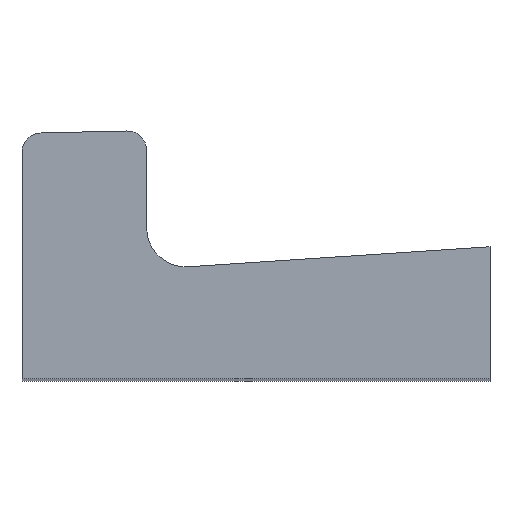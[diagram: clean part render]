
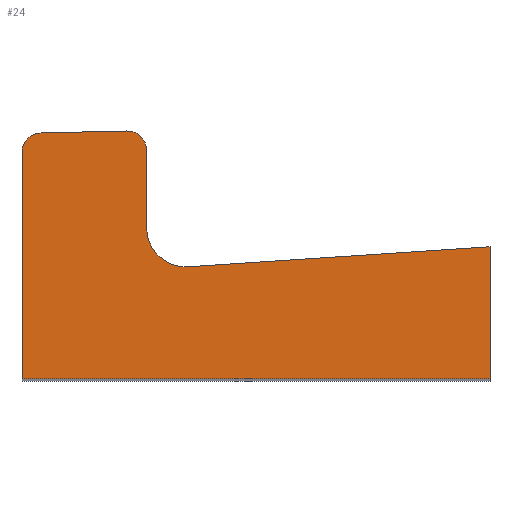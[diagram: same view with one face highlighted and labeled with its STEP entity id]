
A CAD part, top view. The second image highlights one B-rep face of the part: STEP entity #24.
In plain terms, the highlighted planar face has unit normal (0, 0, 1).
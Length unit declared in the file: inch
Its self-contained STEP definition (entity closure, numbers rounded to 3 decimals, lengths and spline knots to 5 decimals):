
#24=ADVANCED_FACE('',(#35),#189,.T.);
#35=FACE_OUTER_BOUND('',#46,.T.);
#46=EDGE_LOOP('',(#92,#93,#94,#95,#96,#97,#98,#99,#100));
#92=ORIENTED_EDGE('',*,*,#103,.T.);
#93=ORIENTED_EDGE('',*,*,#107,.T.);
#94=ORIENTED_EDGE('',*,*,#110,.T.);
#95=ORIENTED_EDGE('',*,*,#113,.T.);
#96=ORIENTED_EDGE('',*,*,#116,.T.);
#97=ORIENTED_EDGE('',*,*,#119,.T.);
#98=ORIENTED_EDGE('',*,*,#122,.T.);
#99=ORIENTED_EDGE('',*,*,#125,.T.);
#100=ORIENTED_EDGE('',*,*,#127,.T.);
#103=EDGE_CURVE('',#164,#163,#144,.T.);
#107=EDGE_CURVE('',#163,#166,#148,.T.);
#110=EDGE_CURVE('',#166,#168,#151,.T.);
#113=EDGE_CURVE('',#168,#170,#154,.T.);
#116=EDGE_CURVE('',#170,#172,#131,.T.);
#119=EDGE_CURVE('',#172,#174,#157,.T.);
#122=EDGE_CURVE('',#174,#176,#133,.T.);
#125=EDGE_CURVE('',#176,#178,#160,.T.);
#127=EDGE_CURVE('',#178,#164,#135,.T.);
#131=TRIMMED_CURVE($,#137,(#388),(#389),.T.,.CARTESIAN.);
#133=TRIMMED_CURVE($,#139,(#402),(#403),.T.,.CARTESIAN.);
#135=TRIMMED_CURVE($,#141,(#414),(#415),.T.,.CARTESIAN.);
#137=CIRCLE('',#293,0.04167);
#139=CIRCLE('',#295,0.02083);
#141=CIRCLE('',#297,0.02083);
#144=B_SPLINE_CURVE_WITH_KNOTS('',1,(#360,#361),.UNSPECIFIED.,.F.,.F.,(2,
2),(62.67323,74.25384),.UNSPECIFIED.);
#148=B_SPLINE_CURVE_WITH_KNOTS('',1,(#368,#369),.UNSPECIFIED.,.F.,.F.,(2,
2),(74.25384,98.22101),.UNSPECIFIED.);
#151=B_SPLINE_CURVE_WITH_KNOTS('',1,(#374,#375),.UNSPECIFIED.,.F.,.F.,(2,
2),(98.22101,104.96934),.UNSPECIFIED.);
#154=B_SPLINE_CURVE_WITH_KNOTS('',1,(#380,#381),.UNSPECIFIED.,.F.,.F.,(2,
2),(104.96934,120.45302),.UNSPECIFIED.);
#157=B_SPLINE_CURVE_WITH_KNOTS('',1,(#394,#395),.UNSPECIFIED.,.F.,.F.,(2,
2),(123.72682,127.57087),.UNSPECIFIED.);
#160=B_SPLINE_CURVE_WITH_KNOTS('',1,(#408,#409),.UNSPECIFIED.,.F.,.F.,(2,
2),(129.16398,133.54917),.UNSPECIFIED.);
#163=VERTEX_POINT('',#340);
#164=VERTEX_POINT('',#341);
#166=VERTEX_POINT('',#343);
#168=VERTEX_POINT('',#345);
#170=VERTEX_POINT('',#347);
#172=VERTEX_POINT('',#349);
#174=VERTEX_POINT('',#351);
#176=VERTEX_POINT('',#353);
#178=VERTEX_POINT('',#355);
#189=PLANE('',#291);
#291=AXIS2_PLACEMENT_3D('',#337,#311,$);
#293=AXIS2_PLACEMENT_3D($,#387,#314,#315);
#295=AXIS2_PLACEMENT_3D($,#401,#318,#319);
#297=AXIS2_PLACEMENT_3D($,#413,#322,#323);
#311=DIRECTION('',(0.,0.,1.));
#314=DIRECTION('',(0.,0.,-1.));
#315=DIRECTION('',(0.066,-0.998,0.));
#318=DIRECTION('',(0.,0.,1.));
#319=DIRECTION('',(1.,0.,0.));
#322=DIRECTION('',(0.,0.,1.));
#323=DIRECTION('',(-0.022,1.,0.));
#337=CARTESIAN_POINT('',(-0.06241,-0.03302,1.5));
#340=CARTESIAN_POINT('',(0.,0.,1.5));
#341=CARTESIAN_POINT('',(0.,0.24126,1.5));
#343=CARTESIAN_POINT('',(0.49932,0.,1.5));
#345=CARTESIAN_POINT('',(0.49932,0.14059,1.5));
#347=CARTESIAN_POINT('',(0.17744,0.11928,1.5));
#349=CARTESIAN_POINT('',(0.13302,0.16086,1.5));
#351=CARTESIAN_POINT('',(0.13302,0.2433,1.5));
#353=CARTESIAN_POINT('',(0.11173,0.26413,1.5));
#355=CARTESIAN_POINT('',(0.02037,0.26209,1.5));
#360=CARTESIAN_POINT('',(0.,0.24126,1.5));
#361=CARTESIAN_POINT('',(0.,0.,1.5));
#368=CARTESIAN_POINT('',(0.,0.,1.5));
#369=CARTESIAN_POINT('',(0.49932,0.,1.5));
#374=CARTESIAN_POINT('',(0.49932,0.,1.5));
#375=CARTESIAN_POINT('',(0.49932,0.14059,1.5));
#380=CARTESIAN_POINT('',(0.49932,0.14059,1.5));
#381=CARTESIAN_POINT('',(0.17744,0.11928,1.5));
#387=CARTESIAN_POINT('',(0.17469,0.16086,1.5));
#388=CARTESIAN_POINT('',(0.17744,0.11928,1.5));
#389=CARTESIAN_POINT('',(0.13302,0.16086,1.5));
#394=CARTESIAN_POINT('',(0.13302,0.16086,1.5));
#395=CARTESIAN_POINT('',(0.13302,0.2433,1.5));
#401=CARTESIAN_POINT('',(0.11219,0.2433,1.5));
#402=CARTESIAN_POINT('',(0.13302,0.2433,1.5));
#403=CARTESIAN_POINT('',(0.11173,0.26413,1.5));
#408=CARTESIAN_POINT('',(0.11173,0.26413,1.5));
#409=CARTESIAN_POINT('',(0.02037,0.26209,1.5));
#413=CARTESIAN_POINT('',(0.02083,0.24126,1.5));
#414=CARTESIAN_POINT('',(0.02037,0.26209,1.5));
#415=CARTESIAN_POINT('',(0.,0.24126,1.5));
